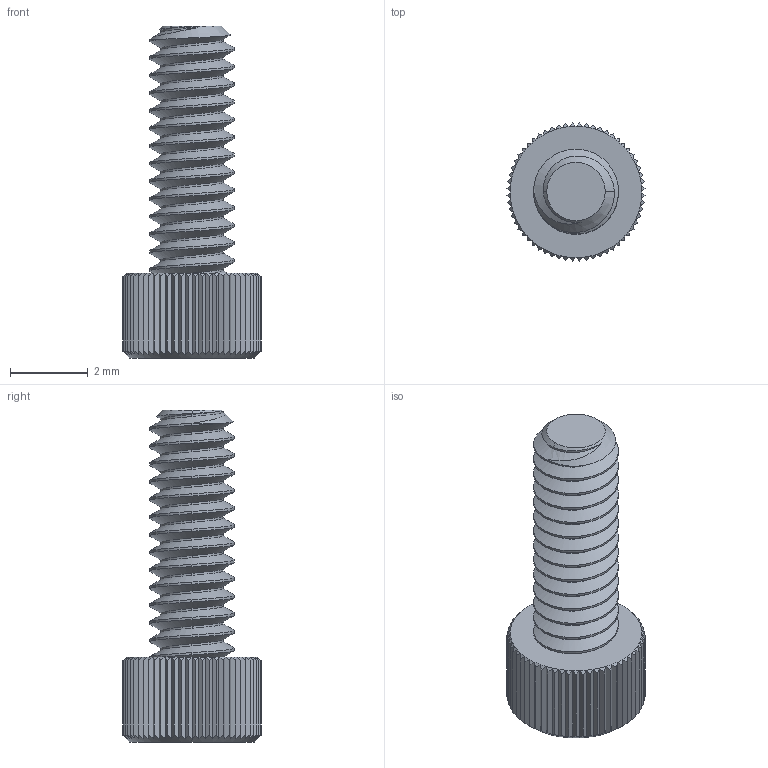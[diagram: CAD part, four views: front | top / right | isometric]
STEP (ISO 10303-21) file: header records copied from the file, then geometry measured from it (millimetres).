
FILE_DESCRIPTION (( 'STEP AP203' ), '1' );
FILE_NAME ('92196A077.STEP', '2020-06-22T13:09:55', ( '' ), ( '' ), 'SwSTEP 2.0', 'SolidWorks 2017', '' );
FILE_SCHEMA (( 'CONFIG_CONTROL_DESIGN' ));
Length unit declared in the file: inch
Products named in the file (1): 92196A077
Bounding box: 3.55 x 3.55 x 8.53 mm (x, y, z)
Volume: 33.3 mm3; surface area: 124.5 mm2
Topology: 1 solids, 1 shells, 260 faces, 633 edges, 377 vertices
Faces by surface type: plane 130, cone 71, cylinder 57, bspline 2
Entity records: 9049 total; most frequent: CARTESIAN_POINT 3742, ORIENTED_EDGE 1266, DIRECTION 860, EDGE_CURVE 633, VERTEX_POINT 377, AXIS2_PLACEMENT_3D 334, EDGE_LOOP 262, FACE_OUTER_BOUND 260
